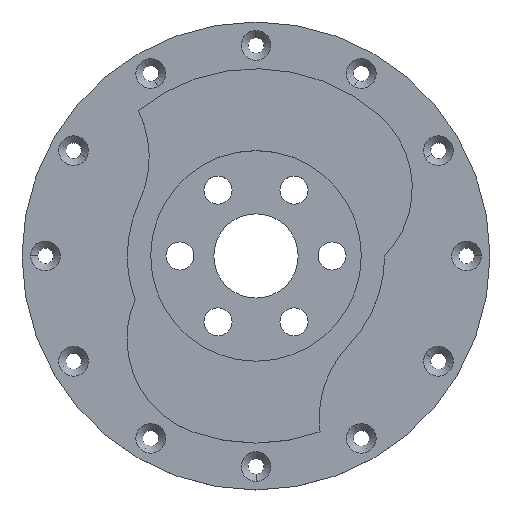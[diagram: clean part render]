
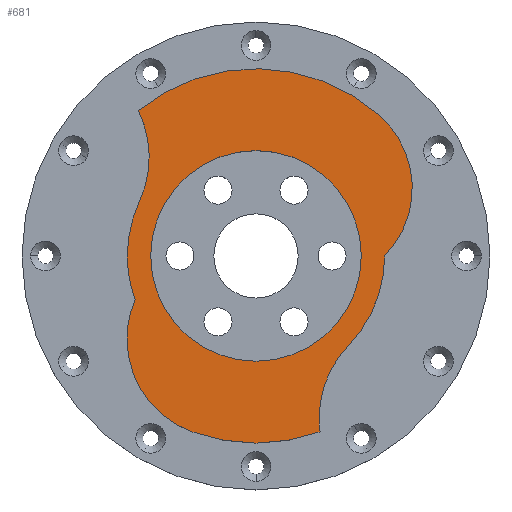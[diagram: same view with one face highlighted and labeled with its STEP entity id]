
A CAD part, top view. The second image highlights one B-rep face of the part: STEP entity #681.
In plain terms, the highlighted planar face has unit normal (0, 0, 1).
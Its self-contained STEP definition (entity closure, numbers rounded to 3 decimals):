
#2 = AXIS2_PLACEMENT_3D ( 'NONE', #679, #1495, #1505 ) ;
#5 = ORIENTED_EDGE ( 'NONE', *, *, #1616, .T. ) ;
#19 = FACE_BOUND ( 'NONE', #53, .T. ) ;
#22 = CARTESIAN_POINT ( 'NONE',  ( 55., 0., 22. ) ) ;
#53 = EDGE_LOOP ( 'NONE', ( #1178, #1826 ) ) ;
#64 = AXIS2_PLACEMENT_3D ( 'NONE', #579, #779, #388 ) ;
#125 = CIRCLE ( 'NONE', #871, 45. ) ;
#148 = DIRECTION ( 'NONE',  ( 1., 0., 0. ) ) ;
#247 = CARTESIAN_POINT ( 'NONE',  ( -55.13, -35.517, 22. ) ) ;
#248 = CIRCLE ( 'NONE', #2, 55. ) ;
#254 = CIRCLE ( 'NONE', #375, 80. ) ;
#317 = DIRECTION ( 'NONE',  ( 0., 0., 1. ) ) ;
#326 = CARTESIAN_POINT ( 'NONE',  ( 0., 0., 22. ) ) ;
#375 = AXIS2_PLACEMENT_3D ( 'NONE', #2334, #1941, #148 ) ;
#388 = DIRECTION ( 'NONE',  ( 1., 0., 0. ) ) ;
#391 = DIRECTION ( 'NONE',  ( 1., 0., 0. ) ) ;
#396 = DIRECTION ( 'NONE',  ( 1., 0., 0. ) ) ;
#415 = AXIS2_PLACEMENT_3D ( 'NONE', #2445, #1844, #827 ) ;
#424 = CIRCLE ( 'NONE', #2364, 44.831 ) ;
#474 = DIRECTION ( 'NONE',  ( 0., 0., -1. ) ) ;
#508 = DIRECTION ( 'NONE',  ( 0., 0., 1. ) ) ;
#525 = EDGE_CURVE ( 'NONE', #1661, #2269, #787, .T. ) ;
#554 = ORIENTED_EDGE ( 'NONE', *, *, #1451, .T. ) ;
#579 = CARTESIAN_POINT ( 'NONE',  ( 0., 0., 22. ) ) ;
#630 = DIRECTION ( 'NONE',  ( 1., 0., 0. ) ) ;
#633 = CARTESIAN_POINT ( 'NONE',  ( -45., 0., 22. ) ) ;
#646 = VERTEX_POINT ( 'NONE', #2568 ) ;
#679 = CARTESIAN_POINT ( 'NONE',  ( 0., 0., 22. ) ) ;
#681 = ADVANCED_FACE ( 'NONE', ( #19, #1000 ), #978, .T. ) ;
#682 = CARTESIAN_POINT ( 'NONE',  ( 71.813, -69.349, 22. ) ) ;
#691 = DIRECTION ( 'NONE',  ( 1., 0., 0. ) ) ;
#706 = CARTESIAN_POINT ( 'NONE',  ( -55., 0., 22. ) ) ;
#716 = DIRECTION ( 'NONE',  ( 0., 0., -1. ) ) ;
#731 = DIRECTION ( 'NONE',  ( 0., 0., 1. ) ) ;
#771 = CARTESIAN_POINT ( 'NONE',  ( 25.209, 29., 22. ) ) ;
#779 = DIRECTION ( 'NONE',  ( 0., 0., 1. ) ) ;
#784 = EDGE_LOOP ( 'NONE', ( #554, #1658, #2463, #1026, #1667, #2292, #2125, #5, #1615, #1384, #2027 ) ) ;
#787 = CIRCLE ( 'NONE', #829, 55. ) ;
#827 = DIRECTION ( 'NONE',  ( 1., 0., 0. ) ) ;
#829 = AXIS2_PLACEMENT_3D ( 'NONE', #2282, #474, #2370 ) ;
#857 = VERTEX_POINT ( 'NONE', #247 ) ;
#871 = AXIS2_PLACEMENT_3D ( 'NONE', #1672, #508, #1497 ) ;
#874 = VERTEX_POINT ( 'NONE', #633 ) ;
#930 = CIRCLE ( 'NONE', #1358, 55. ) ;
#933 = AXIS2_PLACEMENT_3D ( 'NONE', #1251, #2449, #396 ) ;
#936 = CARTESIAN_POINT ( 'NONE',  ( -27.362, -75.175, 22. ) ) ;
#937 = EDGE_CURVE ( 'NONE', #1736, #1090, #248, .T. ) ;
#956 = AXIS2_PLACEMENT_3D ( 'NONE', #1454, #1649, #391 ) ;
#978 = PLANE ( 'NONE',  #64 ) ;
#1000 = FACE_OUTER_BOUND ( 'NONE', #784, .T. ) ;
#1002 = CIRCLE ( 'NONE', #2476, 44.831 ) ;
#1016 = CIRCLE ( 'NONE', #1603, 44.831 ) ;
#1026 = ORIENTED_EDGE ( 'NONE', *, *, #1928, .T. ) ;
#1090 = VERTEX_POINT ( 'NONE', #2155 ) ;
#1095 = CIRCLE ( 'NONE', #1385, 41.575 ) ;
#1112 = CARTESIAN_POINT ( 'NONE',  ( 52.485, 60.377, 22. ) ) ;
#1130 = EDGE_CURVE ( 'NONE', #857, #1868, #1557, .T. ) ;
#1178 = ORIENTED_EDGE ( 'NONE', *, *, #1676, .F. ) ;
#1251 = CARTESIAN_POINT ( 'NONE',  ( 0., 0., 22. ) ) ;
#1283 = DIRECTION ( 'NONE',  ( 1., 0., 0. ) ) ;
#1303 = VERTEX_POINT ( 'NONE', #2284 ) ;
#1358 = AXIS2_PLACEMENT_3D ( 'NONE', #326, #317, #691 ) ;
#1384 = ORIENTED_EDGE ( 'NONE', *, *, #1701, .T. ) ;
#1385 = AXIS2_PLACEMENT_3D ( 'NONE', #771, #731, #1751 ) ;
#1451 = EDGE_CURVE ( 'NONE', #1661, #2265, #1095, .T. ) ;
#1454 = CARTESIAN_POINT ( 'NONE',  ( 0., 0., 22. ) ) ;
#1495 = DIRECTION ( 'NONE',  ( 0., 0., 1. ) ) ;
#1497 = DIRECTION ( 'NONE',  ( 1., 0., 0. ) ) ;
#1505 = DIRECTION ( 'NONE',  ( 1., 0., 0. ) ) ;
#1550 = CIRCLE ( 'NONE', #956, 80. ) ;
#1557 = CIRCLE ( 'NONE', #415, 42.203 ) ;
#1603 = AXIS2_PLACEMENT_3D ( 'NONE', #1902, #1915, #2267 ) ;
#1615 = ORIENTED_EDGE ( 'NONE', *, *, #2179, .T. ) ;
#1616 = EDGE_CURVE ( 'NONE', #1868, #2234, #1550, .T. ) ;
#1643 = CIRCLE ( 'NONE', #2448, 42.203 ) ;
#1649 = DIRECTION ( 'NONE',  ( 0., 0., 1. ) ) ;
#1654 = CARTESIAN_POINT ( 'NONE',  ( -12.927, -35.517, 22. ) ) ;
#1658 = ORIENTED_EDGE ( 'NONE', *, *, #1864, .F. ) ;
#1661 = VERTEX_POINT ( 'NONE', #22 ) ;
#1667 = ORIENTED_EDGE ( 'NONE', *, *, #937, .T. ) ;
#1672 = CARTESIAN_POINT ( 'NONE',  ( 0., 0., 22. ) ) ;
#1676 = EDGE_CURVE ( 'NONE', #2397, #874, #125, .T. ) ;
#1701 = EDGE_CURVE ( 'NONE', #2535, #2269, #1002, .T. ) ;
#1702 = DIRECTION ( 'NONE',  ( 1., 0., 0. ) ) ;
#1736 = VERTEX_POINT ( 'NONE', #706 ) ;
#1744 = CARTESIAN_POINT ( 'NONE',  ( 45., 0., 22. ) ) ;
#1751 = DIRECTION ( 'NONE',  ( 1., 0., 0. ) ) ;
#1774 = EDGE_CURVE ( 'NONE', #1303, #646, #1016, .T. ) ;
#1826 = ORIENTED_EDGE ( 'NONE', *, *, #2083, .F. ) ;
#1844 = DIRECTION ( 'NONE',  ( 0., 0., 1. ) ) ;
#1864 = EDGE_CURVE ( 'NONE', #1303, #2265, #254, .T. ) ;
#1868 = VERTEX_POINT ( 'NONE', #936 ) ;
#1890 = CARTESIAN_POINT ( 'NONE',  ( 27.362, -75.175, 22. ) ) ;
#1902 = CARTESIAN_POINT ( 'NONE',  ( -90.478, 42.191, 22. ) ) ;
#1911 = CARTESIAN_POINT ( 'NONE',  ( 39.564, -38.206, 22. ) ) ;
#1915 = DIRECTION ( 'NONE',  ( 0., 0., -1. ) ) ;
#1928 = EDGE_CURVE ( 'NONE', #646, #1736, #930, .T. ) ;
#1941 = DIRECTION ( 'NONE',  ( 0., 0., -1. ) ) ;
#2026 = CIRCLE ( 'NONE', #933, 45. ) ;
#2027 = ORIENTED_EDGE ( 'NONE', *, *, #525, .F. ) ;
#2083 = EDGE_CURVE ( 'NONE', #874, #2397, #2026, .T. ) ;
#2089 = EDGE_CURVE ( 'NONE', #1090, #857, #1643, .T. ) ;
#2119 = CARTESIAN_POINT ( 'NONE',  ( 71.813, -69.349, 22. ) ) ;
#2125 = ORIENTED_EDGE ( 'NONE', *, *, #1130, .T. ) ;
#2155 = CARTESIAN_POINT ( 'NONE',  ( -51.683, -18.811, 22. ) ) ;
#2179 = EDGE_CURVE ( 'NONE', #2234, #2535, #424, .T. ) ;
#2210 = CARTESIAN_POINT ( 'NONE',  ( 26.981, -69.349, 22. ) ) ;
#2234 = VERTEX_POINT ( 'NONE', #1890 ) ;
#2265 = VERTEX_POINT ( 'NONE', #1112 ) ;
#2267 = DIRECTION ( 'NONE',  ( 1., 0., 0. ) ) ;
#2269 = VERTEX_POINT ( 'NONE', #1911 ) ;
#2282 = CARTESIAN_POINT ( 'NONE',  ( 0., 0., 22. ) ) ;
#2284 = CARTESIAN_POINT ( 'NONE',  ( -50.346, 62.172, 22. ) ) ;
#2292 = ORIENTED_EDGE ( 'NONE', *, *, #2089, .T. ) ;
#2308 = DIRECTION ( 'NONE',  ( 0., 0., -1. ) ) ;
#2334 = CARTESIAN_POINT ( 'NONE',  ( 0., 0., 22. ) ) ;
#2364 = AXIS2_PLACEMENT_3D ( 'NONE', #2119, #716, #1283 ) ;
#2370 = DIRECTION ( 'NONE',  ( 1., 0., 0. ) ) ;
#2397 = VERTEX_POINT ( 'NONE', #1744 ) ;
#2445 = CARTESIAN_POINT ( 'NONE',  ( -12.927, -35.517, 22. ) ) ;
#2448 = AXIS2_PLACEMENT_3D ( 'NONE', #1654, #2461, #630 ) ;
#2449 = DIRECTION ( 'NONE',  ( 0., 0., 1. ) ) ;
#2461 = DIRECTION ( 'NONE',  ( 0., 0., 1. ) ) ;
#2463 = ORIENTED_EDGE ( 'NONE', *, *, #1774, .T. ) ;
#2476 = AXIS2_PLACEMENT_3D ( 'NONE', #682, #2308, #1702 ) ;
#2535 = VERTEX_POINT ( 'NONE', #2210 ) ;
#2568 = CARTESIAN_POINT ( 'NONE',  ( -49.847, 23.244, 22. ) ) ;
